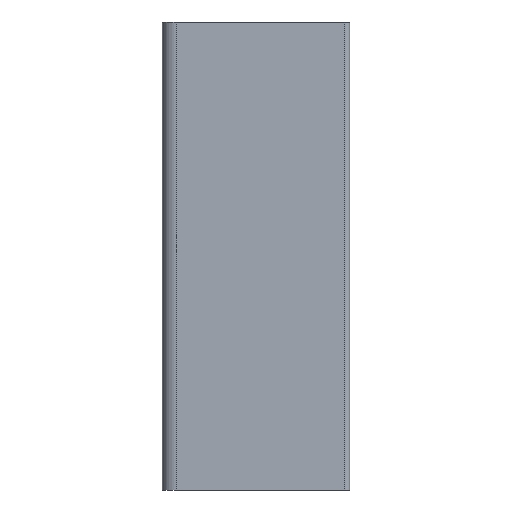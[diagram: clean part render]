
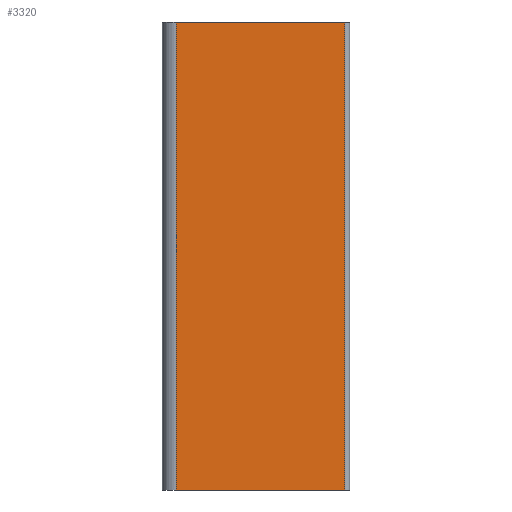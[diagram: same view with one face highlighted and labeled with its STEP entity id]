
A CAD part, left-side view. The second image highlights one B-rep face of the part: STEP entity #3320.
In plain terms, the highlighted planar face has unit normal (-1, 0, 0).
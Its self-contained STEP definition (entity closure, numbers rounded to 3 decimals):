
#130=CARTESIAN_POINT('',(-31.83,2.338,0.));
#140=VERTEX_POINT('',#130);
#170=CARTESIAN_POINT('',(-31.83,0.,0.));
#180=DIRECTION('',(0.,1.,0.));
#190=VECTOR('',#180,1.);
#200=LINE('',#170,#190);
#210=CARTESIAN_POINT('',(-31.83,-33.662,0.));
#220=VERTEX_POINT('',#210);
#230=EDGE_CURVE('',#220,#140,#200,.T.);
#2630=CARTESIAN_POINT('',(-31.83,2.338,100.));
#2640=VERTEX_POINT('',#2630);
#2670=CARTESIAN_POINT('',(-31.83,2.338,0.));
#2680=DIRECTION('',(0.,0.,1.));
#2690=VECTOR('',#2680,1.);
#2700=LINE('',#2670,#2690);
#2710=EDGE_CURVE('',#140,#2640,#2700,.T.);
#3090=CARTESIAN_POINT('',(-31.83,-9.662,100.));
#3100=DIRECTION('',(1.,0.,0.));
#3110=DIRECTION('',(0.,-1.,0.));
#3120=AXIS2_PLACEMENT_3D('',#3090,#3100,#3110);
#3130=PLANE('',#3120);
#3140=ORIENTED_EDGE('',*,*,#2710,.F.);
#3150=CARTESIAN_POINT('',(-31.83,0.,100.));
#3160=DIRECTION('',(0.,1.,0.));
#3170=VECTOR('',#3160,1.);
#3180=LINE('',#3150,#3170);
#3190=CARTESIAN_POINT('',(-31.83,-33.662,100.));
#3200=VERTEX_POINT('',#3190);
#3210=EDGE_CURVE('',#3200,#2640,#3180,.T.);
#3220=ORIENTED_EDGE('',*,*,#3210,.T.);
#3230=CARTESIAN_POINT('',(-31.83,-33.662,0.));
#3240=DIRECTION('',(0.,0.,-1.));
#3250=VECTOR('',#3240,1.);
#3260=LINE('',#3230,#3250);
#3270=EDGE_CURVE('',#3200,#220,#3260,.T.);
#3280=ORIENTED_EDGE('',*,*,#3270,.F.);
#3290=ORIENTED_EDGE('',*,*,#230,.F.);
#3300=EDGE_LOOP('',(#3290,#3280,#3220,#3140));
#3310=FACE_OUTER_BOUND('',#3300,.T.);
#3320=ADVANCED_FACE('',(#3310),#3130,.F.);
